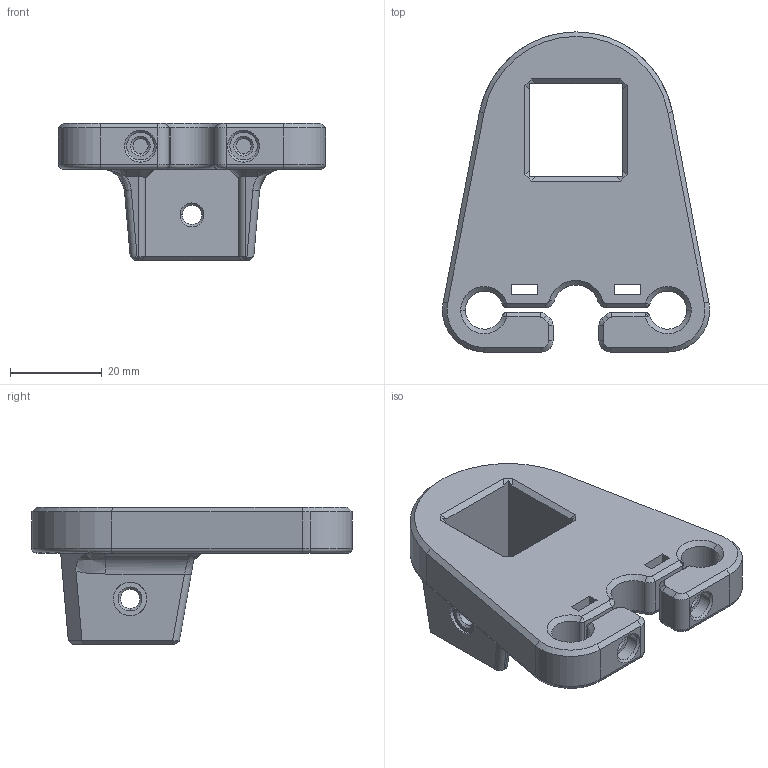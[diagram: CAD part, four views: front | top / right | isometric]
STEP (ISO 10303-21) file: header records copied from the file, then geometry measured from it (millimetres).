
FILE_DESCRIPTION (( 'STEP AP214' ), '1' );
FILE_NAME ('Z_top.STEP', '2024-12-08T11:51:00', ( '' ), ( '' ), 'SwSTEP 2.0', 'SolidWorks 2024', '' );
FILE_SCHEMA (( 'AUTOMOTIVE_DESIGN' ));
Length unit declared in the file: millimetre
Products named in the file (1): Z_top
Bounding box: 58.3 x 69.88 x 30 mm (x, y, z)
Volume: 30274.9 mm3; surface area: 12078.3 mm2
Topology: 1 solids, 1 shells, 243 faces, 607 edges, 362 vertices
Faces by surface type: plane 84, cylinder 69, cone 56, torus 18, bspline 12, sphere 4
Entity records: 10631 total; most frequent: CARTESIAN_POINT 2147, DIRECTION 1247, ORIENTED_EDGE 1194, EDGE_CURVE 597, AXIS2_PLACEMENT_3D 468, VERTEX_POINT 362, LINE 311, VECTOR 311
